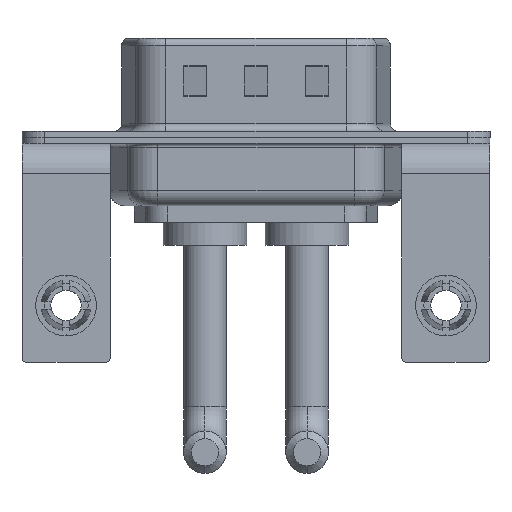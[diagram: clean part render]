
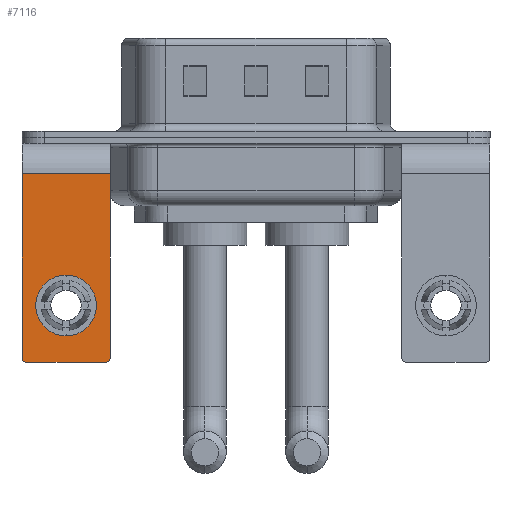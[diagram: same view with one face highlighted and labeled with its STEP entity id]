
A CAD part, front view. The second image highlights one B-rep face of the part: STEP entity #7116.
In plain terms, the highlighted planar face has unit normal (0, -1, 0).
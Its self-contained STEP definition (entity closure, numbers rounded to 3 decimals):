
#68 = ORIENTED_EDGE ( 'NONE', *, *, #3490, .T. ) ;
#69 = CARTESIAN_POINT ( 'NONE',  ( 2.9, -6.25, -2.4 ) ) ;
#373 = VECTOR ( 'NONE', #2966, 1000. ) ;
#440 = CARTESIAN_POINT ( 'NONE',  ( 2.9, -6.25, -2.4 ) ) ;
#565 = DIRECTION ( 'NONE',  ( 0., -1., 0. ) ) ;
#742 = DIRECTION ( 'NONE',  ( 0., 0., 1. ) ) ;
#836 = EDGE_CURVE ( 'NONE', #1186, #14670, #7625, .T. ) ;
#1006 = DIRECTION ( 'NONE',  ( 0., 0., 1. ) ) ;
#1045 = PLANE ( 'NONE',  #8769 ) ;
#1186 = VERTEX_POINT ( 'NONE', #13342 ) ;
#1242 = VERTEX_POINT ( 'NONE', #2845 ) ;
#1463 = CARTESIAN_POINT ( 'NONE',  ( 2.9, -6.25, -14.55 ) ) ;
#2633 = LINE ( 'NONE', #69, #12857 ) ;
#2791 = ORIENTED_EDGE ( 'NONE', *, *, #13750, .T. ) ;
#2845 = CARTESIAN_POINT ( 'NONE',  ( 2.9, -6.25, -2.4 ) ) ;
#2966 = DIRECTION ( 'NONE',  ( -1., 0., 0. ) ) ;
#3048 = CARTESIAN_POINT ( 'NONE',  ( 2.9, -6.25, -14.8 ) ) ;
#3295 = DIRECTION ( 'NONE',  ( 0., 0., 1. ) ) ;
#3490 = EDGE_CURVE ( 'NONE', #11879, #15549, #6992, .T. ) ;
#3672 = CARTESIAN_POINT ( 'NONE',  ( 0., -6.25, -9.07 ) ) ;
#3931 = EDGE_CURVE ( 'NONE', #11842, #5095, #12121, .T. ) ;
#4221 = CARTESIAN_POINT ( 'NONE',  ( -2.9, -6.25, -14.55 ) ) ;
#4311 = ORIENTED_EDGE ( 'NONE', *, *, #3931, .T. ) ;
#5095 = VERTEX_POINT ( 'NONE', #1463 ) ;
#5126 = DIRECTION ( 'NONE',  ( 0., 1., 0. ) ) ;
#5375 = AXIS2_PLACEMENT_3D ( 'NONE', #14887, #565, #3295 ) ;
#5454 = CIRCLE ( 'NONE', #12732, 2. ) ;
#5940 = ORIENTED_EDGE ( 'NONE', *, *, #6465, .T. ) ;
#6172 = AXIS2_PLACEMENT_3D ( 'NONE', #7611, #8796, #1006 ) ;
#6312 = FACE_BOUND ( 'NONE', #14179, .T. ) ;
#6465 = EDGE_CURVE ( 'NONE', #1242, #1186, #8328, .T. ) ;
#6535 = DIRECTION ( 'NONE',  ( 0., 0., -1. ) ) ;
#6699 = VECTOR ( 'NONE', #13818, 1000. ) ;
#6970 = EDGE_CURVE ( 'NONE', #11842, #14479, #15825, .T. ) ;
#6992 = CIRCLE ( 'NONE', #6172, 2. ) ;
#6996 = DIRECTION ( 'NONE',  ( -1., 0., 0. ) ) ;
#7116 = ADVANCED_FACE ( 'NONE', ( #6312, #16622 ), #1045, .F. ) ;
#7135 = CARTESIAN_POINT ( 'NONE',  ( 0., -6.25, -11.07 ) ) ;
#7147 = VECTOR ( 'NONE', #6996, 1000. ) ;
#7611 = CARTESIAN_POINT ( 'NONE',  ( 0., -6.25, -11.07 ) ) ;
#7625 = LINE ( 'NONE', #12799, #6699 ) ;
#7732 = CARTESIAN_POINT ( 'NONE',  ( 2.9, -6.25, -2.4 ) ) ;
#7997 = CIRCLE ( 'NONE', #11239, 0.25 ) ;
#8190 = CARTESIAN_POINT ( 'NONE',  ( -2.65, -6.25, -14.55 ) ) ;
#8328 = LINE ( 'NONE', #440, #7147 ) ;
#8769 = AXIS2_PLACEMENT_3D ( 'NONE', #7732, #5126, #742 ) ;
#8796 = DIRECTION ( 'NONE',  ( 0., 1., 0. ) ) ;
#9116 = CARTESIAN_POINT ( 'NONE',  ( 2.65, -6.25, -14.8 ) ) ;
#9342 = EDGE_CURVE ( 'NONE', #1242, #5095, #2633, .T. ) ;
#9774 = EDGE_CURVE ( 'NONE', #14670, #14479, #7997, .T. ) ;
#10304 = ORIENTED_EDGE ( 'NONE', *, *, #9774, .T. ) ;
#10735 = DIRECTION ( 'NONE',  ( 0., -1., 0. ) ) ;
#11034 = ORIENTED_EDGE ( 'NONE', *, *, #836, .T. ) ;
#11239 = AXIS2_PLACEMENT_3D ( 'NONE', #8190, #10735, #14459 ) ;
#11682 = ORIENTED_EDGE ( 'NONE', *, *, #6970, .F. ) ;
#11842 = VERTEX_POINT ( 'NONE', #9116 ) ;
#11879 = VERTEX_POINT ( 'NONE', #15551 ) ;
#12121 = CIRCLE ( 'NONE', #5375, 0.25 ) ;
#12284 = DIRECTION ( 'NONE',  ( 0., 0., 1. ) ) ;
#12732 = AXIS2_PLACEMENT_3D ( 'NONE', #7135, #15765, #12284 ) ;
#12752 = ORIENTED_EDGE ( 'NONE', *, *, #9342, .F. ) ;
#12799 = CARTESIAN_POINT ( 'NONE',  ( -2.9, -6.25, -2.4 ) ) ;
#12841 = CARTESIAN_POINT ( 'NONE',  ( -2.65, -6.25, -14.8 ) ) ;
#12857 = VECTOR ( 'NONE', #6535, 1000. ) ;
#13342 = CARTESIAN_POINT ( 'NONE',  ( -2.9, -6.25, -2.4 ) ) ;
#13750 = EDGE_CURVE ( 'NONE', #15549, #11879, #5454, .T. ) ;
#13818 = DIRECTION ( 'NONE',  ( 0., 0., -1. ) ) ;
#14179 = EDGE_LOOP ( 'NONE', ( #68, #2791 ) ) ;
#14459 = DIRECTION ( 'NONE',  ( 0., 0., 1. ) ) ;
#14479 = VERTEX_POINT ( 'NONE', #12841 ) ;
#14670 = VERTEX_POINT ( 'NONE', #4221 ) ;
#14887 = CARTESIAN_POINT ( 'NONE',  ( 2.65, -6.25, -14.55 ) ) ;
#15549 = VERTEX_POINT ( 'NONE', #3672 ) ;
#15551 = CARTESIAN_POINT ( 'NONE',  ( 0., -6.25, -13.07 ) ) ;
#15765 = DIRECTION ( 'NONE',  ( 0., 1., 0. ) ) ;
#15790 = EDGE_LOOP ( 'NONE', ( #11034, #10304, #11682, #4311, #12752, #5940 ) ) ;
#15825 = LINE ( 'NONE', #3048, #373 ) ;
#16622 = FACE_OUTER_BOUND ( 'NONE', #15790, .T. ) ;
